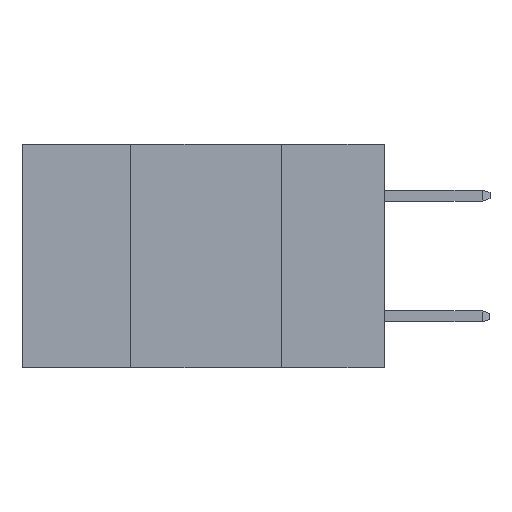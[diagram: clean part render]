
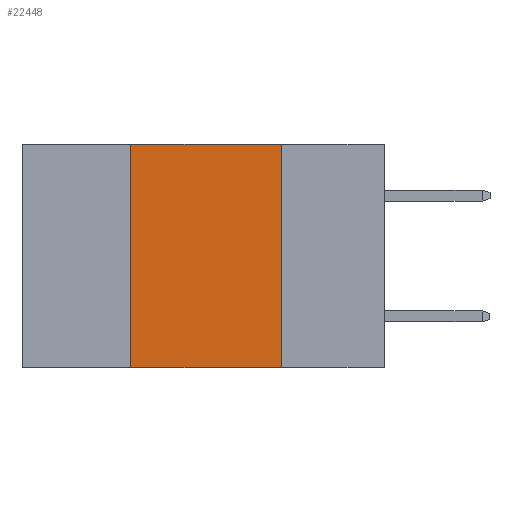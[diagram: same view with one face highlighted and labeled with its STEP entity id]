
A CAD part, left-side view. The second image highlights one B-rep face of the part: STEP entity #22448.
In plain terms, the highlighted planar face has unit normal (-1, 0, 0).
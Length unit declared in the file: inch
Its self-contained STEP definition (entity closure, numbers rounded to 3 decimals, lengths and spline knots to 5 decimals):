
#1615 = VECTOR ( 'NONE', #21606, 39.37008 ) ;
#1719 = EDGE_CURVE ( 'NONE', #24264, #5313, #15558, .T. ) ;
#1908 = EDGE_LOOP ( 'NONE', ( #2007, #25711, #16952, #20066 ) ) ;
#2007 = ORIENTED_EDGE ( 'NONE', *, *, #1719, .F. ) ;
#2875 = CARTESIAN_POINT ( 'NONE',  ( 0., 0.42, 0. ) ) ;
#4951 = CARTESIAN_POINT ( 'NONE',  ( 0., 0.42, -0.37 ) ) ;
#5313 = VERTEX_POINT ( 'NONE', #16563 ) ;
#5664 = DIRECTION ( 'NONE',  ( 0., -1., 0. ) ) ;
#7097 = LINE ( 'NONE', #19589, #1615 ) ;
#9443 = PLANE ( 'NONE',  #12200 ) ;
#10298 = EDGE_CURVE ( 'NONE', #12528, #13024, #17998, .T. ) ;
#11484 = DIRECTION ( 'NONE',  ( 1., 0., 0. ) ) ;
#12200 = AXIS2_PLACEMENT_3D ( 'NONE', #13417, #11484, #25595 ) ;
#12528 = VERTEX_POINT ( 'NONE', #4951 ) ;
#12621 = VECTOR ( 'NONE', #14235, 39.37008 ) ;
#13024 = VERTEX_POINT ( 'NONE', #2875 ) ;
#13187 = EDGE_CURVE ( 'NONE', #13024, #24264, #7097, .T. ) ;
#13417 = CARTESIAN_POINT ( 'NONE',  ( 0., 0.6, 0. ) ) ;
#14089 = LINE ( 'NONE', #17802, #24800 ) ;
#14235 = DIRECTION ( 'NONE',  ( 0., 0., 1. ) ) ;
#14914 = FACE_OUTER_BOUND ( 'NONE', #1908, .T. ) ;
#15018 = CARTESIAN_POINT ( 'NONE',  ( 0., 0.17, 0. ) ) ;
#15558 = LINE ( 'NONE', #23252, #20903 ) ;
#16563 = CARTESIAN_POINT ( 'NONE',  ( 0., 0.17, -0.37 ) ) ;
#16952 = ORIENTED_EDGE ( 'NONE', *, *, #10298, .F. ) ;
#17802 = CARTESIAN_POINT ( 'NONE',  ( 0., 0.6, -0.37 ) ) ;
#17998 = LINE ( 'NONE', #22235, #12621 ) ;
#19589 = CARTESIAN_POINT ( 'NONE',  ( 0., 0.6, 0. ) ) ;
#20066 = ORIENTED_EDGE ( 'NONE', *, *, #20481, .T. ) ;
#20481 = EDGE_CURVE ( 'NONE', #12528, #5313, #14089, .T. ) ;
#20903 = VECTOR ( 'NONE', #24661, 39.37008 ) ;
#21606 = DIRECTION ( 'NONE',  ( 0., -1., 0. ) ) ;
#22235 = CARTESIAN_POINT ( 'NONE',  ( 0., 0.42, 0. ) ) ;
#22448 = ADVANCED_FACE ( 'NONE', ( #14914 ), #9443, .F. ) ;
#23252 = CARTESIAN_POINT ( 'NONE',  ( 0., 0.17, 0. ) ) ;
#24264 = VERTEX_POINT ( 'NONE', #15018 ) ;
#24661 = DIRECTION ( 'NONE',  ( 0., 0., -1. ) ) ;
#24800 = VECTOR ( 'NONE', #5664, 39.37008 ) ;
#25595 = DIRECTION ( 'NONE',  ( 0., 0., -1. ) ) ;
#25711 = ORIENTED_EDGE ( 'NONE', *, *, #13187, .F. ) ;
